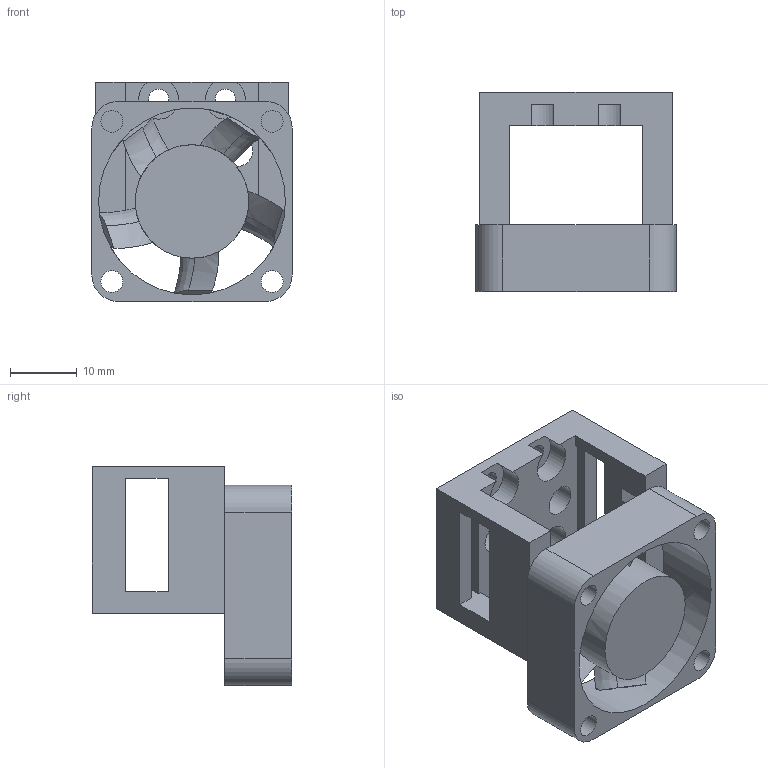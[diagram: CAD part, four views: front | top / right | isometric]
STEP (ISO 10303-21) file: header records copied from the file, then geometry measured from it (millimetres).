
FILE_DESCRIPTION(/* description */ (''),/* implementation_level */ '2;1');
FILE_NAME(/* name */ 'X_Assembly.step',/* time_stamp */ '2023-01-12T22:13:56+08:00',/* author */ (''),/* organization */ (''),/* preprocessor_version */ 'ST-DEVELOPER v19.2',/* originating_system */ 'Autodesk Translation Framework v11.17.0.187',/* authorisation */ '');
FILE_SCHEMA (('AUTOMOTIVE_DESIGN { 1 0 10303 214 3 1 1 }'));
Length unit declared in the file: millimetre
Products named in the file (2): X_Assembly; 3010
Assembly tree (1 placements, depth 2):
  X_Assembly
    3010
Bounding box: 30 x 29.82 x 32.83 mm (x, y, z)
Volume: 8908.9 mm3; surface area: 8277.9 mm2
Topology: 2 solids, 2 shells, 87 faces, 280 edges, 188 vertices
Faces by surface type: plane 43, cylinder 22, bspline 20, torus 2
Full cylindrical faces by diameter (mm): 3 x4, 3.3 x4, 4.6 x2, 6 x2, 17 x1, 28 x1
Entity records: 5960 total; most frequent: CARTESIAN_POINT 3471, ORIENTED_EDGE 560, DIRECTION 419, EDGE_CURVE 280, VERTEX_POINT 188, AXIS2_PLACEMENT_3D 144, LINE 131, VECTOR 131
